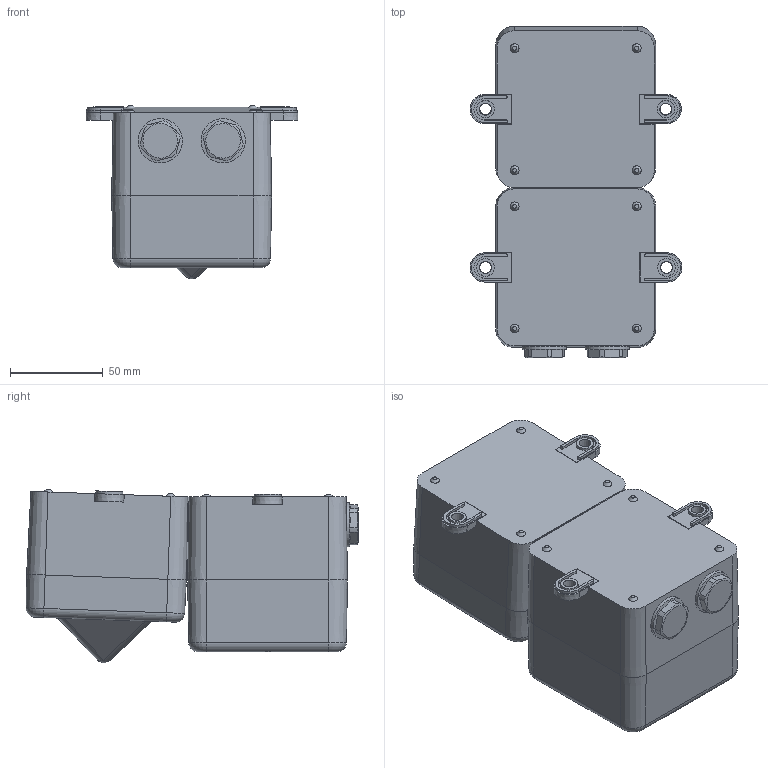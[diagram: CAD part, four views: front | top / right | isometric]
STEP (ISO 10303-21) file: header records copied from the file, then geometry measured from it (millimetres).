
FILE_DESCRIPTION (( 'STEP AP214' ), '1' );
FILE_NAME ('D218-05-201-3D_Issue_A.STEP', '2021-04-01T14:30:24', ( '' ), ( '' ), 'SwSTEP 2.0', 'SolidWorks 2020', '' );
FILE_SCHEMA (( 'AUTOMOTIVE_DESIGN' ));
Length unit declared in the file: millimetre
Products named in the file (15): D218-00-001-3D_Issue_A_combo; D218-05-201-3D_Issue_A; A100 Lug; A100 GASKET_fitted; L101 Lens; D0120-002 basic; Fibre washer; Part1^D218-05-201-3D_Issue_A; SCSSST6X12P; Multipurpose BackBox Outline; SK0263-L101X_Standard-3D_Issue_A_son combo; D 0120-003 basic_remove detail; D151-50-001-3D_Issue_A-Basic; SCSSPL6x35; Multipurpose BackBox Outline_combo
Assembly tree (20 placements, depth 3):
  D218-05-201-3D_Issue_A
    SK0263-L101X_Standard-3D_Issue_A_son combo
      SCSSPL6x35  x2
      Fibre washer  x2
      L101 Lens
      Multipurpose BackBox Outline
    D218-00-001-3D_Issue_A_combo
      D0120-002 basic
      D 0120-003 basic_remove detail
      A100 Lug  x2
      SCSSST6X12P  x2
      Multipurpose BackBox Outline_combo
    D151-50-001-3D_Issue_A-Basic  x2
    A100 GASKET_fitted
    A100 Lug  x2
  Part1^D218-05-201-3D_Issue_A
Bounding box: 114.49 x 179.44 x 93.86 mm (x, y, z)
Volume: 727335 mm3; surface area: 178964.8 mm2
Topology: 18 solids, 18 shells, 785 faces, 1905 edges, 1181 vertices
Faces by surface type: plane 360, cylinder 204, cone 113, bspline 75, torus 25, sphere 8
Full cylindrical faces by diameter (mm): 2.5 x2, 2.9 x6, 2.95 x2, 3.45 x2, 3.6 x4, 3.8 x2, 4.4 x2, 5 x2, 5.5 x2, 6.8 x2, 7.2 x4, 9.1 x2, 10 x2, 16 x2, 17.8 x2, 20.5 x2, 21 x1, 24 x2
Entity records: 29782 total; most frequent: CARTESIAN_POINT 15954, ORIENTED_EDGE 2730, DIRECTION 2689, EDGE_CURVE 1365, AXIS2_PLACEMENT_3D 1015, VERTEX_POINT 889, EDGE_LOOP 732, LINE 659
